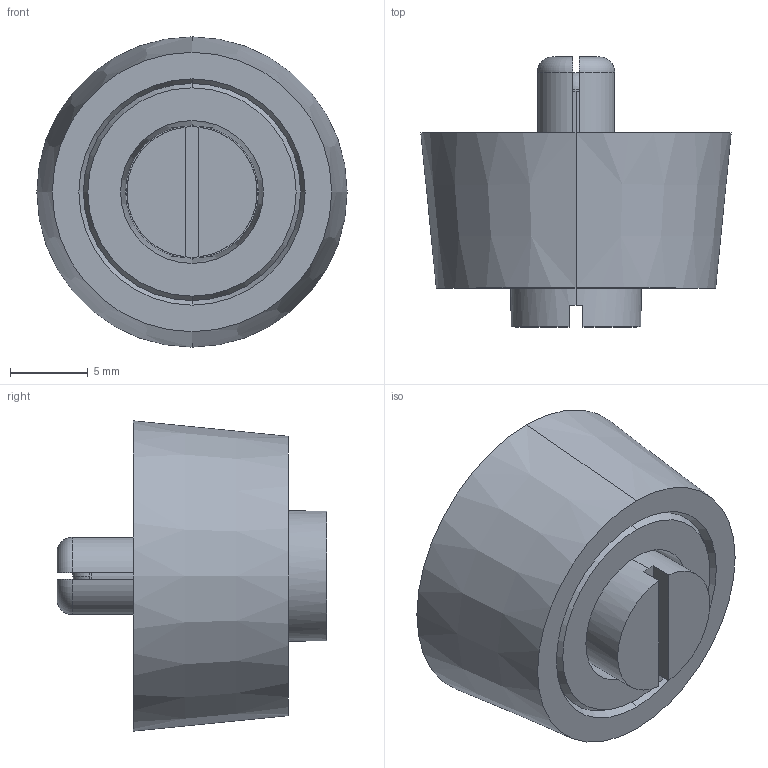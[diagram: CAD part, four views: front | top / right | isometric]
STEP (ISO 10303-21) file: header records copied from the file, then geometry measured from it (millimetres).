
FILE_DESCRIPTION (( 'STEP AP203' ), '1' );
FILE_NAME ('CP-30N-FF-4A.STEP', '2021-03-25T04:22:50', ( '' ), ( '' ), 'SwSTEP 2.0', 'SolidWorks 2018', '' );
FILE_SCHEMA (( 'CONFIG_CONTROL_DESIGN' ));
Length unit declared in the file: millimetre
Products named in the file (4): CP-30N-FF-4A_rivet__挿入前; CP-30N-FF-4A; CP-30N-FF-4A_screw pin; CP-30N-FF-4A_body_
Assembly tree (3 placements, depth 2):
  CP-30N-FF-4A
    CP-30N-FF-4A_body_
    CP-30N-FF-4A_rivet__挿入前
    CP-30N-FF-4A_screw pin
Bounding box: 20 x 17.4 x 20 mm (x, y, z)
Volume: 2188.8 mm3; surface area: 2715 mm2
Topology: 3 solids, 3 shells, 103 faces, 274 edges, 181 vertices
Faces by surface type: plane 51, cylinder 24, torus 12, cone 10, sphere 6
Entity records: 3832 total; most frequent: CARTESIAN_POINT 794, DIRECTION 582, ORIENTED_EDGE 544, EDGE_CURVE 272, AXIS2_PLACEMENT_3D 233, VERTEX_POINT 181, CIRCLE 124, VECTOR 116
